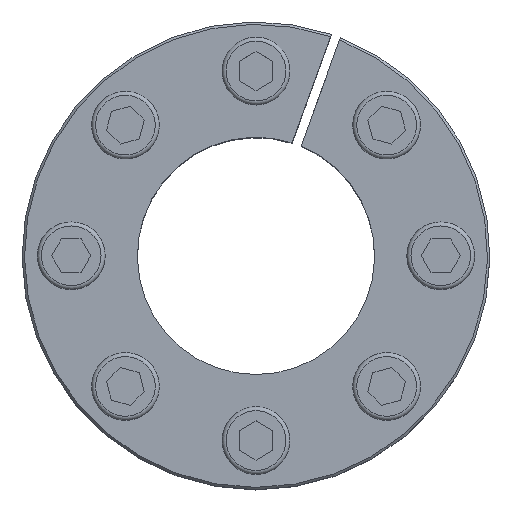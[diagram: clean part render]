
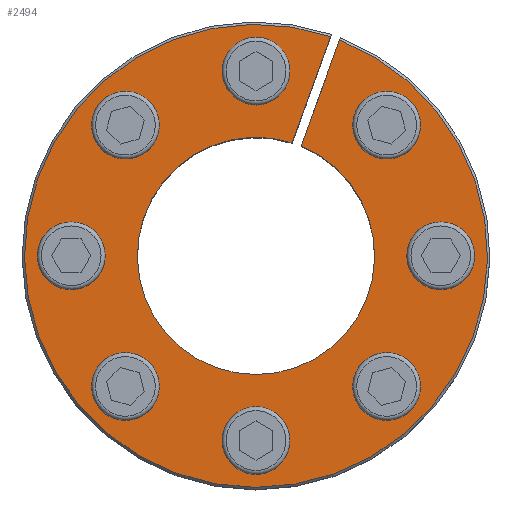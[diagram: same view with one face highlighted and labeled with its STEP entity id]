
A CAD part, top view. The second image highlights one B-rep face of the part: STEP entity #2494.
In plain terms, the highlighted planar face has unit normal (0, 0, 1).
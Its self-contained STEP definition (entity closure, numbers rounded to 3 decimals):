
#193=LINE('',#4323,#379);
#198=LINE('',#4334,#384);
#379=VECTOR('',#3340,1.);
#384=VECTOR('',#3347,1.);
#483=PLANE('',#2760);
#559=FACE_BOUND('',#917,.T.);
#560=FACE_BOUND('',#918,.T.);
#561=FACE_BOUND('',#919,.T.);
#562=FACE_BOUND('',#920,.T.);
#563=FACE_BOUND('',#921,.T.);
#564=FACE_BOUND('',#922,.T.);
#565=FACE_BOUND('',#923,.T.);
#566=FACE_BOUND('',#924,.T.);
#720=FACE_OUTER_BOUND('',#916,.T.);
#916=EDGE_LOOP('',(#2177,#2178,#2179,#2180));
#917=EDGE_LOOP('',(#2181));
#918=EDGE_LOOP('',(#2182));
#919=EDGE_LOOP('',(#2183));
#920=EDGE_LOOP('',(#2184));
#921=EDGE_LOOP('',(#2185));
#922=EDGE_LOOP('',(#2186));
#923=EDGE_LOOP('',(#2187));
#924=EDGE_LOOP('',(#2188));
#931=CIRCLE('',#2534,5.);
#938=CIRCLE('',#2554,5.);
#945=CIRCLE('',#2574,5.);
#952=CIRCLE('',#2594,5.);
#959=CIRCLE('',#2614,5.);
#966=CIRCLE('',#2634,5.);
#973=CIRCLE('',#2654,5.);
#980=CIRCLE('',#2674,5.);
#1027=CIRCLE('',#2757,34.15);
#1028=CIRCLE('',#2759,17.5);
#1048=VERTEX_POINT('',#3514);
#1068=VERTEX_POINT('',#3590);
#1088=VERTEX_POINT('',#3664);
#1108=VERTEX_POINT('',#3740);
#1128=VERTEX_POINT('',#3814);
#1148=VERTEX_POINT('',#3890);
#1168=VERTEX_POINT('',#3964);
#1188=VERTEX_POINT('',#4040);
#1218=VERTEX_POINT('',#4290);
#1232=VERTEX_POINT('',#4321);
#1235=VERTEX_POINT('',#4330);
#1237=VERTEX_POINT('',#4333);
#1278=EDGE_CURVE('',#1048,#1048,#931,.T.);
#1304=EDGE_CURVE('',#1068,#1068,#938,.T.);
#1330=EDGE_CURVE('',#1088,#1088,#945,.T.);
#1356=EDGE_CURVE('',#1108,#1108,#952,.T.);
#1382=EDGE_CURVE('',#1128,#1128,#959,.T.);
#1408=EDGE_CURVE('',#1148,#1148,#966,.T.);
#1434=EDGE_CURVE('',#1168,#1168,#973,.T.);
#1460=EDGE_CURVE('',#1188,#1188,#980,.T.);
#1523=EDGE_CURVE('',#1218,#1232,#193,.T.);
#1528=EDGE_CURVE('',#1237,#1235,#198,.T.);
#1563=EDGE_CURVE('',#1218,#1235,#1027,.T.);
#1564=EDGE_CURVE('',#1232,#1237,#1028,.T.);
#2177=ORIENTED_EDGE('',*,*,#1523,.T.);
#2178=ORIENTED_EDGE('',*,*,#1564,.T.);
#2179=ORIENTED_EDGE('',*,*,#1528,.T.);
#2180=ORIENTED_EDGE('',*,*,#1563,.F.);
#2181=ORIENTED_EDGE('',*,*,#1278,.T.);
#2182=ORIENTED_EDGE('',*,*,#1304,.T.);
#2183=ORIENTED_EDGE('',*,*,#1330,.T.);
#2184=ORIENTED_EDGE('',*,*,#1356,.T.);
#2185=ORIENTED_EDGE('',*,*,#1382,.T.);
#2186=ORIENTED_EDGE('',*,*,#1408,.T.);
#2187=ORIENTED_EDGE('',*,*,#1434,.T.);
#2188=ORIENTED_EDGE('',*,*,#1460,.T.);
#2494=ADVANCED_FACE('',(#720,#559,#560,#561,#562,#563,#564,#565,#566),#483,
 .T.);
#2534=AXIS2_PLACEMENT_3D('',#3515,#2819,#2820);
#2554=AXIS2_PLACEMENT_3D('',#3591,#2877,#2878);
#2574=AXIS2_PLACEMENT_3D('',#3665,#2935,#2936);
#2594=AXIS2_PLACEMENT_3D('',#3741,#2993,#2994);
#2614=AXIS2_PLACEMENT_3D('',#3815,#3051,#3052);
#2634=AXIS2_PLACEMENT_3D('',#3891,#3109,#3110);
#2654=AXIS2_PLACEMENT_3D('',#3965,#3167,#3168);
#2674=AXIS2_PLACEMENT_3D('',#4041,#3225,#3226);
#2757=AXIS2_PLACEMENT_3D('',#4404,#3433,#3434);
#2759=AXIS2_PLACEMENT_3D('',#4406,#3437,#3438);
#2760=AXIS2_PLACEMENT_3D('',#4407,#3439,#3440);
#2819=DIRECTION('center_axis',(0.,0.,
-1.));
#2820=DIRECTION('ref_axis',(-0.707,0.707,0.));
#2877=DIRECTION('center_axis',(0.,0.,
-1.));
#2878=DIRECTION('ref_axis',(-1.,0.,0.));
#2935=DIRECTION('center_axis',(0.,0.,
-1.));
#2936=DIRECTION('ref_axis',(-0.707,-0.707,0.));
#2993=DIRECTION('center_axis',(0.,0.,
-1.));
#2994=DIRECTION('ref_axis',(0.,-1.,0.));
#3051=DIRECTION('center_axis',(0.,0.,
-1.));
#3052=DIRECTION('ref_axis',(0.707,-0.707,0.));
#3109=DIRECTION('center_axis',(0.,0.,
-1.));
#3110=DIRECTION('ref_axis',(1.,0.,0.));
#3167=DIRECTION('center_axis',(0.,0.,
-1.));
#3168=DIRECTION('ref_axis',(0.707,0.707,0.));
#3225=DIRECTION('center_axis',(0.,0.,
-1.));
#3226=DIRECTION('ref_axis',(0.,1.,0.));
#3340=DIRECTION('',(-0.342,-0.94,0.));
#3347=DIRECTION('',(0.342,0.94,0.));
#3433=DIRECTION('center_axis',(0.,0.,-1.));
#3434=DIRECTION('ref_axis',(0.,1.,0.));
#3437=DIRECTION('center_axis',(0.,0.,-1.));
#3438=DIRECTION('ref_axis',(0.,1.,0.));
#3439=DIRECTION('center_axis',(0.,0.,
1.));
#3440=DIRECTION('ref_axis',(0.,-1.,0.));
#3514=CARTESIAN_POINT('',(-22.804,22.804,0.));
#3515=CARTESIAN_POINT('Origin',(-19.269,19.269,0.));
#3590=CARTESIAN_POINT('',(-32.25,0.,0.));
#3591=CARTESIAN_POINT('Origin',(-27.25,0.,0.));
#3664=CARTESIAN_POINT('',(-22.804,-22.804,0.));
#3665=CARTESIAN_POINT('Origin',(-19.269,-19.269,0.));
#3740=CARTESIAN_POINT('',(0.,-32.25,0.));
#3741=CARTESIAN_POINT('Origin',(0.,-27.25,0.));
#3814=CARTESIAN_POINT('',(22.804,-22.804,0.));
#3815=CARTESIAN_POINT('Origin',(19.269,-19.269,0.));
#3890=CARTESIAN_POINT('',(32.25,0.,0.));
#3891=CARTESIAN_POINT('Origin',(27.25,0.,0.));
#3964=CARTESIAN_POINT('',(22.804,22.804,0.));
#3965=CARTESIAN_POINT('Origin',(19.269,19.269,0.));
#4040=CARTESIAN_POINT('',(0.,32.25,0.));
#4041=CARTESIAN_POINT('Origin',(0.,27.25,0.));
#4290=CARTESIAN_POINT('',(12.335,31.844,0.));
#4321=CARTESIAN_POINT('',(6.638,16.192,0.));
#4323=CARTESIAN_POINT('',(10.708,27.372,0.));
#4330=CARTESIAN_POINT('',(11.02,32.323,0.));
#4333=CARTESIAN_POINT('',(5.323,16.671,0.));
#4334=CARTESIAN_POINT('',(9.392,27.851,0.));
#4404=CARTESIAN_POINT('Origin',(0.,0.,0.));
#4406=CARTESIAN_POINT('Origin',(0.,0.,0.));
#4407=CARTESIAN_POINT('Origin',(0.,25.825,0.));
